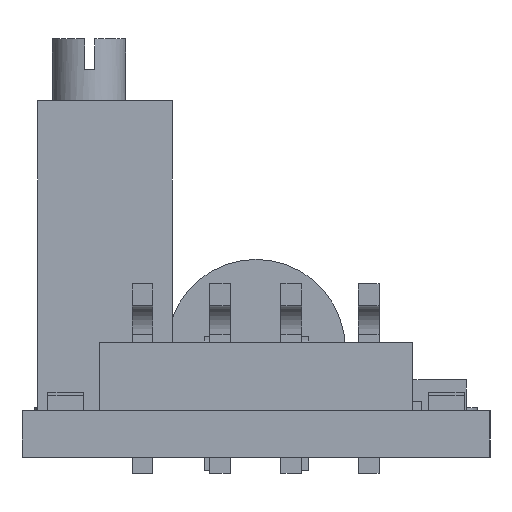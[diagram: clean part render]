
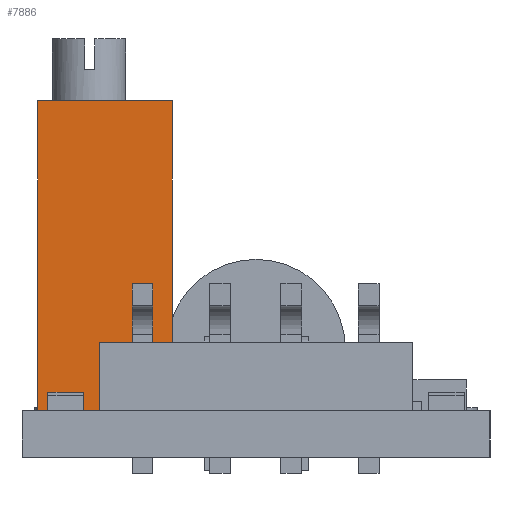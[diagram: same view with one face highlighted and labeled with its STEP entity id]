
A CAD part, left-side view. The second image highlights one B-rep face of the part: STEP entity #7886.
In plain terms, the highlighted planar face has unit normal (-1, 0, 0).
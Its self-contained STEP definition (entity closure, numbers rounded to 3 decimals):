
#1349 = PLANE('',#1350);
#1350 = AXIS2_PLACEMENT_3D('',#1351,#1352,#1353);
#1351 = CARTESIAN_POINT('',(2.693,0.039,1.5));
#1352 = DIRECTION('',(-0.,-0.,-1.));
#1353 = DIRECTION('',(-1.,0.,0.));
#3536 = VERTEX_POINT('',#3537);
#3537 = CARTESIAN_POINT('',(-2.602,7.049,1.5));
#3553 = PLANE('',#3554);
#3554 = AXIS2_PLACEMENT_3D('',#3555,#3556,#3557);
#3555 = CARTESIAN_POINT('',(-2.602,7.049,1.5));
#3556 = DIRECTION('',(0.,1.,0.));
#3557 = DIRECTION('',(1.,0.,0.));
#3565 = EDGE_CURVE('',#3566,#3536,#3568,.T.);
#3566 = VERTEX_POINT('',#3567);
#3567 = CARTESIAN_POINT('',(-2.602,2.699,1.5));
#3568 = SURFACE_CURVE('',#3569,(#3573,#3580),.PCURVE_S1.);
#3569 = LINE('',#3570,#3571);
#3570 = CARTESIAN_POINT('',(-2.602,2.699,1.5));
#3571 = VECTOR('',#3572,1.);
#3572 = DIRECTION('',(0.,1.,0.));
#3573 = PCURVE('',#1349,#3574);
#3574 = DEFINITIONAL_REPRESENTATION('',(#3575),#3579);
#3575 = LINE('',#3576,#3577);
#3576 = CARTESIAN_POINT('',(5.295,2.66));
#3577 = VECTOR('',#3578,1.);
#3578 = DIRECTION('',(0.,1.));
#3579 = ( GEOMETRIC_REPRESENTATION_CONTEXT(2) 
PARAMETRIC_REPRESENTATION_CONTEXT() REPRESENTATION_CONTEXT('2D SPACE',''
  ) );
#3580 = PCURVE('',#3581,#3586);
#3581 = PLANE('',#3582);
#3582 = AXIS2_PLACEMENT_3D('',#3583,#3584,#3585);
#3583 = CARTESIAN_POINT('',(-2.602,2.699,1.5));
#3584 = DIRECTION('',(-1.,0.,0.));
#3585 = DIRECTION('',(0.,1.,0.));
#3586 = DEFINITIONAL_REPRESENTATION('',(#3587),#3591);
#3587 = LINE('',#3588,#3589);
#3588 = CARTESIAN_POINT('',(0.,0.));
#3589 = VECTOR('',#3590,1.);
#3590 = DIRECTION('',(1.,0.));
#3591 = ( GEOMETRIC_REPRESENTATION_CONTEXT(2) 
PARAMETRIC_REPRESENTATION_CONTEXT() REPRESENTATION_CONTEXT('2D SPACE',''
  ) );
#3609 = PLANE('',#3610);
#3610 = AXIS2_PLACEMENT_3D('',#3611,#3612,#3613);
#3611 = CARTESIAN_POINT('',(6.548,2.699,1.5));
#3612 = DIRECTION('',(0.,-1.,0.));
#3613 = DIRECTION('',(-1.,0.,0.));
#7814 = EDGE_CURVE('',#3536,#7815,#7817,.T.);
#7815 = VERTEX_POINT('',#7816);
#7816 = CARTESIAN_POINT('',(-2.602,7.049,11.5));
#7817 = SURFACE_CURVE('',#7818,(#7822,#7829),.PCURVE_S1.);
#7818 = LINE('',#7819,#7820);
#7819 = CARTESIAN_POINT('',(-2.602,7.049,1.5));
#7820 = VECTOR('',#7821,1.);
#7821 = DIRECTION('',(0.,0.,1.));
#7822 = PCURVE('',#3553,#7823);
#7823 = DEFINITIONAL_REPRESENTATION('',(#7824),#7828);
#7824 = LINE('',#7825,#7826);
#7825 = CARTESIAN_POINT('',(0.,0.));
#7826 = VECTOR('',#7827,1.);
#7827 = DIRECTION('',(0.,-1.));
#7828 = ( GEOMETRIC_REPRESENTATION_CONTEXT(2) 
PARAMETRIC_REPRESENTATION_CONTEXT() REPRESENTATION_CONTEXT('2D SPACE',''
  ) );
#7829 = PCURVE('',#3581,#7830);
#7830 = DEFINITIONAL_REPRESENTATION('',(#7831),#7835);
#7831 = LINE('',#7832,#7833);
#7832 = CARTESIAN_POINT('',(4.35,0.));
#7833 = VECTOR('',#7834,1.);
#7834 = DIRECTION('',(0.,-1.));
#7835 = ( GEOMETRIC_REPRESENTATION_CONTEXT(2) 
PARAMETRIC_REPRESENTATION_CONTEXT() REPRESENTATION_CONTEXT('2D SPACE',''
  ) );
#7853 = PLANE('',#7854);
#7854 = AXIS2_PLACEMENT_3D('',#7855,#7856,#7857);
#7855 = CARTESIAN_POINT('',(1.973,4.874,11.5));
#7856 = DIRECTION('',(-0.,-0.,-1.));
#7857 = DIRECTION('',(-1.,0.,0.));
#7886 = ADVANCED_FACE('',(#7887),#3581,.T.);
#7887 = FACE_BOUND('',#7888,.T.);
#7888 = EDGE_LOOP('',(#7889,#7912,#7933,#7934));
#7889 = ORIENTED_EDGE('',*,*,#7890,.T.);
#7890 = EDGE_CURVE('',#3566,#7891,#7893,.T.);
#7891 = VERTEX_POINT('',#7892);
#7892 = CARTESIAN_POINT('',(-2.602,2.699,11.5));
#7893 = SURFACE_CURVE('',#7894,(#7898,#7905),.PCURVE_S1.);
#7894 = LINE('',#7895,#7896);
#7895 = CARTESIAN_POINT('',(-2.602,2.699,1.5));
#7896 = VECTOR('',#7897,1.);
#7897 = DIRECTION('',(0.,0.,1.));
#7898 = PCURVE('',#3581,#7899);
#7899 = DEFINITIONAL_REPRESENTATION('',(#7900),#7904);
#7900 = LINE('',#7901,#7902);
#7901 = CARTESIAN_POINT('',(0.,0.));
#7902 = VECTOR('',#7903,1.);
#7903 = DIRECTION('',(0.,-1.));
#7904 = ( GEOMETRIC_REPRESENTATION_CONTEXT(2) 
PARAMETRIC_REPRESENTATION_CONTEXT() REPRESENTATION_CONTEXT('2D SPACE',''
  ) );
#7905 = PCURVE('',#3609,#7906);
#7906 = DEFINITIONAL_REPRESENTATION('',(#7907),#7911);
#7907 = LINE('',#7908,#7909);
#7908 = CARTESIAN_POINT('',(9.15,0.));
#7909 = VECTOR('',#7910,1.);
#7910 = DIRECTION('',(0.,-1.));
#7911 = ( GEOMETRIC_REPRESENTATION_CONTEXT(2) 
PARAMETRIC_REPRESENTATION_CONTEXT() REPRESENTATION_CONTEXT('2D SPACE',''
  ) );
#7912 = ORIENTED_EDGE('',*,*,#7913,.T.);
#7913 = EDGE_CURVE('',#7891,#7815,#7914,.T.);
#7914 = SURFACE_CURVE('',#7915,(#7919,#7926),.PCURVE_S1.);
#7915 = LINE('',#7916,#7917);
#7916 = CARTESIAN_POINT('',(-2.602,2.699,11.5));
#7917 = VECTOR('',#7918,1.);
#7918 = DIRECTION('',(0.,1.,0.));
#7919 = PCURVE('',#3581,#7920);
#7920 = DEFINITIONAL_REPRESENTATION('',(#7921),#7925);
#7921 = LINE('',#7922,#7923);
#7922 = CARTESIAN_POINT('',(0.,-10.));
#7923 = VECTOR('',#7924,1.);
#7924 = DIRECTION('',(1.,0.));
#7925 = ( GEOMETRIC_REPRESENTATION_CONTEXT(2) 
PARAMETRIC_REPRESENTATION_CONTEXT() REPRESENTATION_CONTEXT('2D SPACE',''
  ) );
#7926 = PCURVE('',#7853,#7927);
#7927 = DEFINITIONAL_REPRESENTATION('',(#7928),#7932);
#7928 = LINE('',#7929,#7930);
#7929 = CARTESIAN_POINT('',(4.575,-2.175));
#7930 = VECTOR('',#7931,1.);
#7931 = DIRECTION('',(0.,1.));
#7932 = ( GEOMETRIC_REPRESENTATION_CONTEXT(2) 
PARAMETRIC_REPRESENTATION_CONTEXT() REPRESENTATION_CONTEXT('2D SPACE',''
  ) );
#7933 = ORIENTED_EDGE('',*,*,#7814,.F.);
#7934 = ORIENTED_EDGE('',*,*,#3565,.F.);
